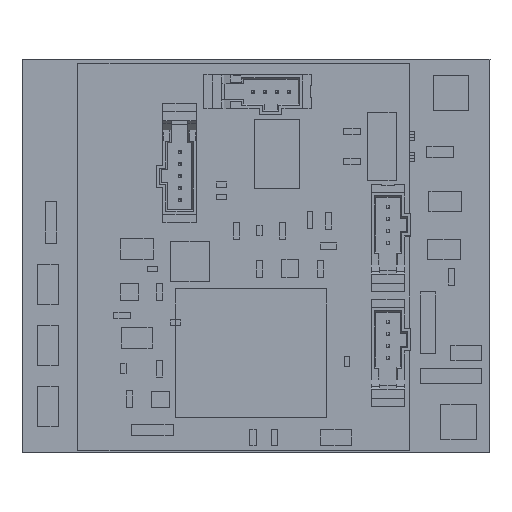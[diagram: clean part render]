
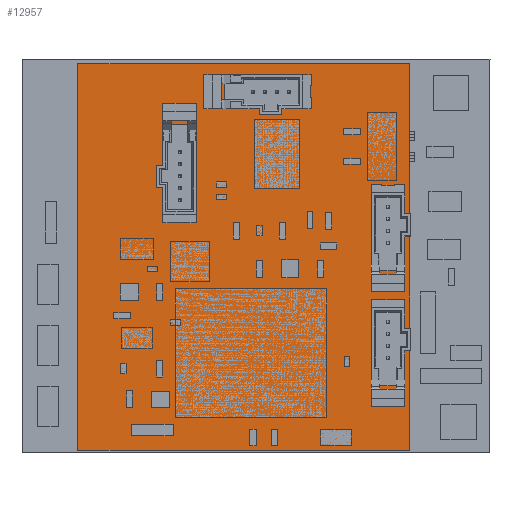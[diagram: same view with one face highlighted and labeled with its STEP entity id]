
A CAD part, top view. The second image highlights one B-rep face of the part: STEP entity #12957.
In plain terms, the highlighted planar face has unit normal (0, 0, 1).
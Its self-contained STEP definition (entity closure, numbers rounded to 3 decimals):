
#825=PLANE('',#14297);
#1476=FACE_OUTER_BOUND('',#2491,.T.);
#2491=EDGE_LOOP('',(#10040,#10041,#10042,#10043));
#3224=LINE('',#19761,#4537);
#3227=LINE('',#19767,#4540);
#3230=LINE('',#19773,#4543);
#3233=LINE('',#19777,#4546);
#4537=VECTOR('',#16382,10.);
#4540=VECTOR('',#16387,10.);
#4543=VECTOR('',#16392,10.);
#4546=VECTOR('',#16397,10.);
#6341=VERTEX_POINT('',#19758);
#6342=VERTEX_POINT('',#19760);
#6344=VERTEX_POINT('',#19766);
#6346=VERTEX_POINT('',#19772);
#7652=EDGE_CURVE('',#6342,#6341,#3224,.T.);
#7655=EDGE_CURVE('',#6344,#6342,#3227,.T.);
#7658=EDGE_CURVE('',#6346,#6344,#3230,.T.);
#7661=EDGE_CURVE('',#6341,#6346,#3233,.T.);
#10040=ORIENTED_EDGE('',*,*,#7661,.T.);
#10041=ORIENTED_EDGE('',*,*,#7658,.T.);
#10042=ORIENTED_EDGE('',*,*,#7655,.T.);
#10043=ORIENTED_EDGE('',*,*,#7652,.T.);
#12957=ADVANCED_FACE('',(#1476),#825,.T.);
#14297=AXIS2_PLACEMENT_3D('',#19778,#16398,#16399);
#16382=DIRECTION('',(-1.,0.,0.));
#16387=DIRECTION('',(0.,1.,0.));
#16392=DIRECTION('',(1.,0.,0.));
#16397=DIRECTION('',(0.,-1.,0.));
#16398=DIRECTION('center_axis',(0.,0.,1.));
#16399=DIRECTION('ref_axis',(1.,0.,0.));
#19758=CARTESIAN_POINT('',(0.452,55.5,0.1));
#19760=CARTESIAN_POINT('',(64.5,55.5,0.1));
#19761=CARTESIAN_POINT('',(64.5,55.5,0.1));
#19766=CARTESIAN_POINT('',(64.5,0.452,0.1));
#19767=CARTESIAN_POINT('',(64.5,0.452,0.1));
#19772=CARTESIAN_POINT('',(0.452,0.452,0.1));
#19773=CARTESIAN_POINT('',(0.452,0.452,0.1));
#19777=CARTESIAN_POINT('',(0.452,55.5,0.1));
#19778=CARTESIAN_POINT('Origin',(32.476,27.976,0.1));
